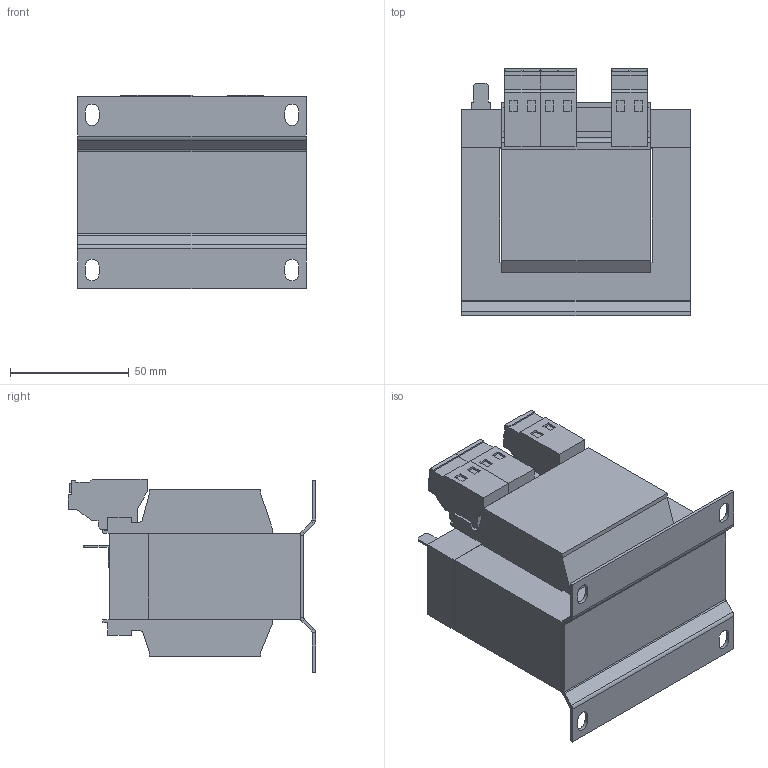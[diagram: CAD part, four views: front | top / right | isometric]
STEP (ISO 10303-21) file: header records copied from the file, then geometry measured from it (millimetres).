
FILE_DESCRIPTION (( 'STEP AP214' ), '1' );
FILE_NAME ('223266.STEP', '2020-06-22T12:58:37', ( '' ), ( '' ), 'SwSTEP 2.0', 'SolidWorks 2018', '' );
FILE_SCHEMA (( 'AUTOMOTIVE_DESIGN' ));
Length unit declared in the file: millimetre
Products named in the file (1): 223266
Bounding box: 96 x 104 x 81.3 mm (x, y, z)
Volume: 427983.4 mm3; surface area: 66856.8 mm2
Topology: 1 solids, 1 shells, 275 faces, 719 edges, 462 vertices
Faces by surface type: plane 245, cylinder 30
Entity records: 8315 total; most frequent: CARTESIAN_POINT 1457, ORIENTED_EDGE 1438, DIRECTION 1331, EDGE_CURVE 719, LINE 659, VECTOR 659, VERTEX_POINT 462, AXIS2_PLACEMENT_3D 336
